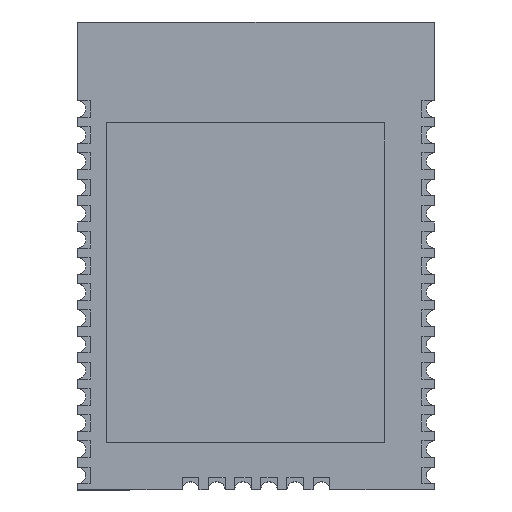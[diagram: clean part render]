
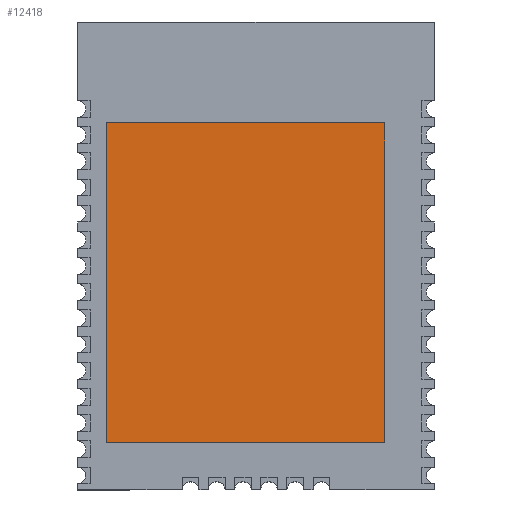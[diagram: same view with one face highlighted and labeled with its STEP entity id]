
A CAD part, top view. The second image highlights one B-rep face of the part: STEP entity #12418.
In plain terms, the highlighted planar face has unit normal (0, 0, 1).
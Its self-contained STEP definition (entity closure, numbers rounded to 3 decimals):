
#188 = DIRECTION ( 'NONE',  ( 0., -1., 0. ) ) ;
#933 = ORIENTED_EDGE ( 'NONE', *, *, #11290, .T. ) ;
#1456 = DIRECTION ( 'NONE',  ( 0., 1., 0. ) ) ;
#2023 = VERTEX_POINT ( 'NONE', #2030 ) ;
#2030 = CARTESIAN_POINT ( 'NONE',  ( -1.13, 6.956, 2. ) ) ;
#2327 = CARTESIAN_POINT ( 'NONE',  ( -1.13, -8.544, 2. ) ) ;
#2353 = VECTOR ( 'NONE', #9007, 1000. ) ;
#3282 = CARTESIAN_POINT ( 'NONE',  ( -14.63, -8.544, 2. ) ) ;
#3456 = AXIS2_PLACEMENT_3D ( 'NONE', #15648, #7065, #17104 ) ;
#4179 = LINE ( 'NONE', #8624, #18628 ) ;
#5309 = ORIENTED_EDGE ( 'NONE', *, *, #12631, .T. ) ;
#5792 = DIRECTION ( 'NONE',  ( -1., 0., 0. ) ) ;
#7065 = DIRECTION ( 'NONE',  ( 0., 0., 1. ) ) ;
#7151 = CARTESIAN_POINT ( 'NONE',  ( -1.13, 6.956, 2. ) ) ;
#8353 = LINE ( 'NONE', #16092, #15996 ) ;
#8434 = PLANE ( 'NONE',  #3456 ) ;
#8624 = CARTESIAN_POINT ( 'NONE',  ( -14.63, 6.956, 2. ) ) ;
#9007 = DIRECTION ( 'NONE',  ( 1., 0., 0. ) ) ;
#10484 = LINE ( 'NONE', #14722, #2353 ) ;
#11290 = EDGE_CURVE ( 'NONE', #11861, #17394, #10484, .T. ) ;
#11583 = ORIENTED_EDGE ( 'NONE', *, *, #17606, .T. ) ;
#11861 = VERTEX_POINT ( 'NONE', #3282 ) ;
#12181 = FACE_OUTER_BOUND ( 'NONE', #16766, .T. ) ;
#12418 = ADVANCED_FACE ( 'NONE', ( #12181 ), #8434, .T. ) ;
#12631 = EDGE_CURVE ( 'NONE', #15664, #11861, #8353, .T. ) ;
#13332 = LINE ( 'NONE', #7151, #16702 ) ;
#13388 = CARTESIAN_POINT ( 'NONE',  ( -14.63, 6.956, 2. ) ) ;
#14569 = ORIENTED_EDGE ( 'NONE', *, *, #16420, .T. ) ;
#14722 = CARTESIAN_POINT ( 'NONE',  ( -14.63, -8.544, 2. ) ) ;
#15648 = CARTESIAN_POINT ( 'NONE',  ( 0., 0., 2. ) ) ;
#15664 = VERTEX_POINT ( 'NONE', #13388 ) ;
#15996 = VECTOR ( 'NONE', #188, 1000. ) ;
#16092 = CARTESIAN_POINT ( 'NONE',  ( -14.63, 6.956, 2. ) ) ;
#16420 = EDGE_CURVE ( 'NONE', #2023, #15664, #4179, .T. ) ;
#16702 = VECTOR ( 'NONE', #1456, 1000. ) ;
#16766 = EDGE_LOOP ( 'NONE', ( #5309, #933, #11583, #14569 ) ) ;
#17104 = DIRECTION ( 'NONE',  ( 1., 0., 0. ) ) ;
#17394 = VERTEX_POINT ( 'NONE', #2327 ) ;
#17606 = EDGE_CURVE ( 'NONE', #17394, #2023, #13332, .T. ) ;
#18628 = VECTOR ( 'NONE', #5792, 1000. ) ;
